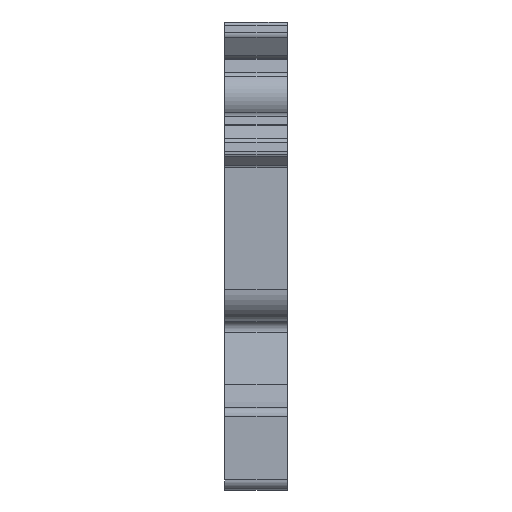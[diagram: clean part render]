
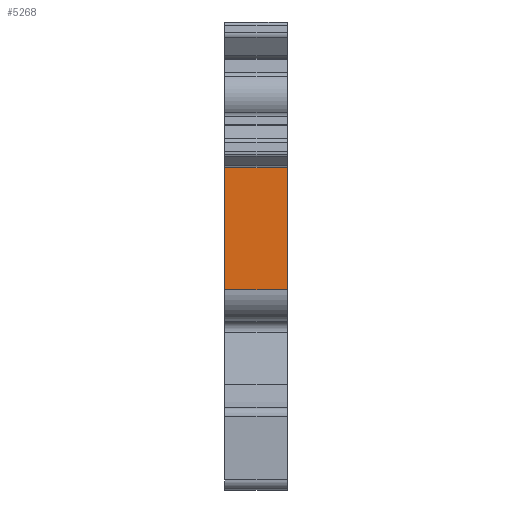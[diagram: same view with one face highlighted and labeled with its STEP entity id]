
A CAD part, left-side view. The second image highlights one B-rep face of the part: STEP entity #5268.
In plain terms, the highlighted planar face has unit normal (-1, 0, 0).
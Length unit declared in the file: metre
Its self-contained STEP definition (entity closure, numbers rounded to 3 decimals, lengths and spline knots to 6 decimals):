
#518=FACE_OUTER_BOUND('',#789,.T.);
#789=EDGE_LOOP('',(#4189,#4190,#4191,#4192));
#1029=LINE('',#7834,#1548);
#1146=LINE('',#8192,#1665);
#1293=LINE('',#8575,#1812);
#1294=LINE('',#8577,#1813);
#1548=VECTOR('',#6211,0.009754);
#1665=VECTOR('',#6526,0.009754);
#1812=VECTOR('',#6957,0.005);
#1813=VECTOR('',#6960,0.005);
#2156=VERTEX_POINT('',#7831);
#2157=VERTEX_POINT('',#7833);
#2298=VERTEX_POINT('',#8189);
#2299=VERTEX_POINT('',#8191);
#2663=EDGE_CURVE('',#2157,#2156,#1029,.T.);
#2847=EDGE_CURVE('',#2298,#2299,#1146,.T.);
#3041=EDGE_CURVE('',#2156,#2299,#1293,.T.);
#3042=EDGE_CURVE('',#2157,#2298,#1294,.F.);
#4189=ORIENTED_EDGE('',*,*,#3042,.F.);
#4190=ORIENTED_EDGE('',*,*,#2663,.T.);
#4191=ORIENTED_EDGE('',*,*,#3041,.T.);
#4192=ORIENTED_EDGE('',*,*,#2847,.F.);
#4796=PLANE('',#5737);
#5268=ADVANCED_FACE('',(#518),#4796,.T.);
#5737=AXIS2_PLACEMENT_3D('',#8576,#6958,#6959);
#6211=DIRECTION('',(0.,0.,-1.));
#6526=DIRECTION('',(0.,0.,-1.));
#6957=DIRECTION('',(0.,-1.,0.));
#6958=DIRECTION('center_axis',(-1.,0.,0.));
#6959=DIRECTION('ref_axis',(0.,0.,1.));
#6960=DIRECTION('',(0.,1.,0.));
#7831=CARTESIAN_POINT('',(-0.05325,0.005,0.008734));
#7833=CARTESIAN_POINT('',(-0.05325,0.005,0.018488));
#7834=CARTESIAN_POINT('',(-0.05325,0.005,0.018488));
#8189=CARTESIAN_POINT('',(-0.05325,0.,0.018488));
#8191=CARTESIAN_POINT('',(-0.05325,0.,0.008734));
#8192=CARTESIAN_POINT('',(-0.05325,0.,0.018488));
#8575=CARTESIAN_POINT('',(-0.05325,0.005,0.008734));
#8576=CARTESIAN_POINT('Origin',(-0.05325,0.00495,0.019235));
#8577=CARTESIAN_POINT('',(-0.05325,0.,0.018488));
